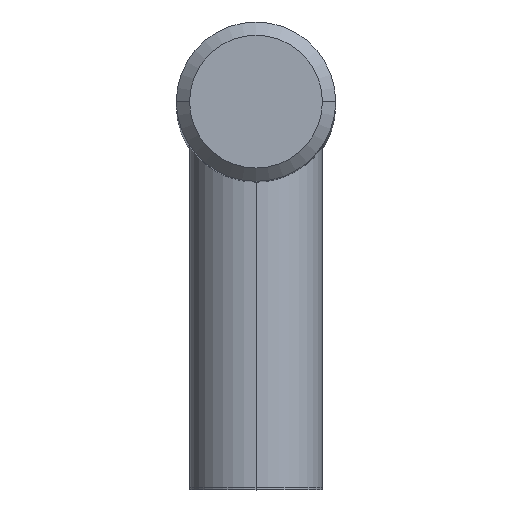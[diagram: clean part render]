
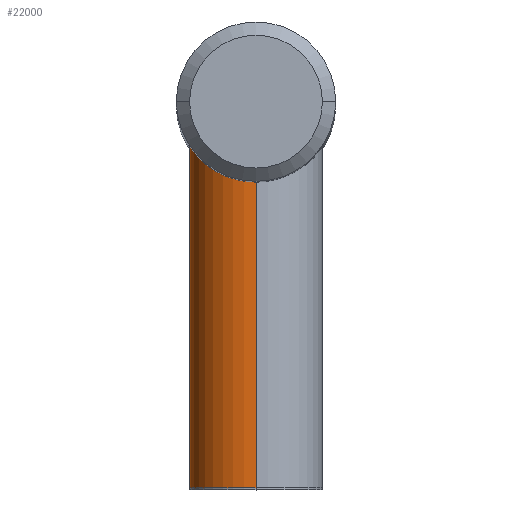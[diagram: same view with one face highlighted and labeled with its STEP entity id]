
A CAD part, top view. The second image highlights one B-rep face of the part: STEP entity #22000.
In plain terms, the highlighted cylindrical face has radius 5 mm (diameter 10 mm), a partial arc.
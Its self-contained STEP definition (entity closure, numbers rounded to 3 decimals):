
#18230=CARTESIAN_POINT('',(0.,-2.,32.));
#18240=DIRECTION('',(0.,-1.,0.));
#18250=DIRECTION('',(0.,0.,1.));
#18260=AXIS2_PLACEMENT_3D('',#18230,#18240,#18250);
#18270=CIRCLE('',#18260,5.);
#18280=CARTESIAN_POINT('',(0.,-2.,37.));
#18290=VERTEX_POINT('',#18280);
#18300=CARTESIAN_POINT('',(0.,-2.,27.));
#18310=VERTEX_POINT('',#18300);
#18320=EDGE_CURVE('',#18290,#18310,#18270,.T.);
#18440=CARTESIAN_POINT('',(0.,-29.,32.));
#18450=DIRECTION('',(0.,-1.,0.));
#18460=DIRECTION('',(0.,0.,1.));
#18470=AXIS2_PLACEMENT_3D('',#18440,#18450,#18460);
#18480=CIRCLE('',#18470,5.);
#18490=CARTESIAN_POINT('',(0.,-29.,37.));
#18500=VERTEX_POINT('',#18490);
#18510=CARTESIAN_POINT('',(0.,-29.,27.));
#18520=VERTEX_POINT('',#18510);
#18530=EDGE_CURVE('',#18500,#18520,#18480,.T.);
#21720=CARTESIAN_POINT('',(0.,-2.,37.));
#21730=DIRECTION('',(0.,-1.,0.));
#21740=VECTOR('',#21730,1.);
#21750=LINE('',#21720,#21740);
#21760=EDGE_CURVE('',#18290,#18500,#21750,.T.);
#21790=CARTESIAN_POINT('',(0.,-2.,27.));
#21800=DIRECTION('',(0.,-1.,0.));
#21810=VECTOR('',#21800,1.);
#21820=LINE('',#21790,#21810);
#21830=EDGE_CURVE('',#18310,#18520,#21820,.T.);
#21890=CARTESIAN_POINT('',(0.,-2.,32.));
#21900=DIRECTION('',(0.,-1.,0.));
#21910=DIRECTION('',(0.,0.,1.));
#21920=AXIS2_PLACEMENT_3D('',#21890,#21900,#21910);
#21930=CYLINDRICAL_SURFACE('',#21920,5.);
#21940=ORIENTED_EDGE('',*,*,#18530,.F.);
#21950=ORIENTED_EDGE('',*,*,#21830,.T.);
#21960=ORIENTED_EDGE('',*,*,#18320,.T.);
#21970=ORIENTED_EDGE('',*,*,#21760,.F.);
#21980=EDGE_LOOP('',(#21970,#21960,#21950,#21940));
#21990=FACE_OUTER_BOUND('',#21980,.T.);
#22000=ADVANCED_FACE('',(#21990),#21930,.T.);
